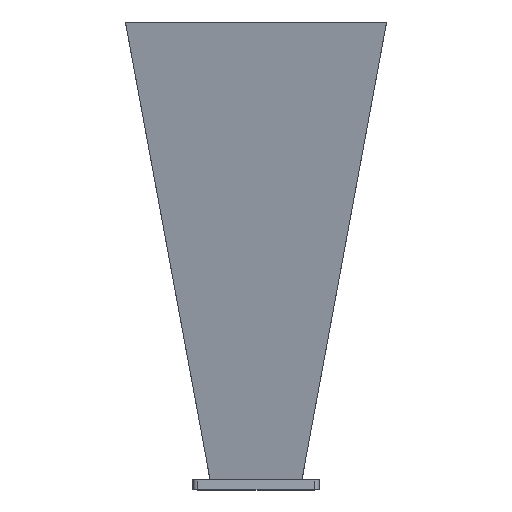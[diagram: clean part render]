
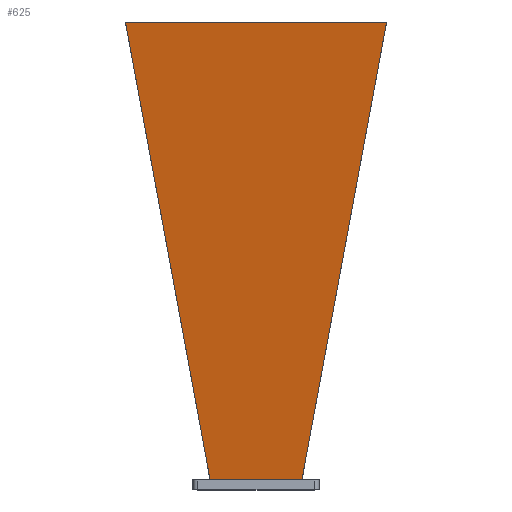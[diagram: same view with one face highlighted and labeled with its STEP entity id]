
A CAD part, top view. The second image highlights one B-rep face of the part: STEP entity #625.
In plain terms, the highlighted planar face has unit normal (0, -0.156, 0.988).
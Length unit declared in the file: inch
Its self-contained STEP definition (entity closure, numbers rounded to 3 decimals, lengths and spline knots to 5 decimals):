
#1 = CARTESIAN_POINT ( 'NONE',  ( -4.72135, 0.5, 1.20308 ) ) ;
#11 = DIRECTION ( 'NONE',  ( -1., 0., 0. ) ) ;
#42 = ORIENTED_EDGE ( 'NONE', *, *, #1176, .T. ) ;
#62 = VECTOR ( 'NONE', #509, 39.37008 ) ;
#75 = ORIENTED_EDGE ( 'NONE', *, *, #331, .T. ) ;
#91 = CARTESIAN_POINT ( 'NONE',  ( -7.24774, 27.2257, 5.41895 ) ) ;
#117 = EDGE_LOOP ( 'NONE', ( #579, #42, #75, #1066 ) ) ;
#255 = LINE ( 'NONE', #1, #1161 ) ;
#301 = LINE ( 'NONE', #379, #1406 ) ;
#314 = VECTOR ( 'NONE', #559, 39.37008 ) ;
#331 = EDGE_CURVE ( 'NONE', #655, #725, #255, .T. ) ;
#347 = CARTESIAN_POINT ( 'NONE',  ( -6.55138, 23.46045, 4.825 ) ) ;
#349 = VERTEX_POINT ( 'NONE', #920 ) ;
#371 = LINE ( 'NONE', #1067, #62 ) ;
#379 = CARTESIAN_POINT ( 'NONE',  ( 28.11329, 23.46045, 4.825 ) ) ;
#485 = EDGE_CURVE ( 'NONE', #349, #665, #301, .T. ) ;
#509 = DIRECTION ( 'NONE',  ( -0.18, -0.972, -0.153 ) ) ;
#559 = DIRECTION ( 'NONE',  ( 0.18, -0.972, -0.153 ) ) ;
#579 = ORIENTED_EDGE ( 'NONE', *, *, #485, .T. ) ;
#594 = FACE_OUTER_BOUND ( 'NONE', #117, .T. ) ;
#625 = ADVANCED_FACE ( 'NONE', ( #594 ), #795, .F. ) ;
#655 = VERTEX_POINT ( 'NONE', #1033 ) ;
#665 = VERTEX_POINT ( 'NONE', #347 ) ;
#684 = DIRECTION ( 'NONE',  ( 0., 0.156, -0.988 ) ) ;
#725 = VERTEX_POINT ( 'NONE', #1040 ) ;
#795 = PLANE ( 'NONE',  #1204 ) ;
#804 = CARTESIAN_POINT ( 'NONE',  ( 28.11329, 23.46045, 4.825 ) ) ;
#815 = DIRECTION ( 'NONE',  ( 1., 0., 0. ) ) ;
#905 = DIRECTION ( 'NONE',  ( 0., 0.988, 0.156 ) ) ;
#920 = CARTESIAN_POINT ( 'NONE',  ( 6.55138, 23.46045, 4.825 ) ) ;
#944 = EDGE_CURVE ( 'NONE', #349, #725, #371, .T. ) ;
#1033 = CARTESIAN_POINT ( 'NONE',  ( -2.305, 0.5, 1.20308 ) ) ;
#1040 = CARTESIAN_POINT ( 'NONE',  ( 2.305, 0.5, 1.20308 ) ) ;
#1066 = ORIENTED_EDGE ( 'NONE', *, *, #944, .F. ) ;
#1067 = CARTESIAN_POINT ( 'NONE',  ( 7.24774, 27.2257, 5.41895 ) ) ;
#1161 = VECTOR ( 'NONE', #815, 39.37008 ) ;
#1176 = EDGE_CURVE ( 'NONE', #665, #655, #1368, .T. ) ;
#1204 = AXIS2_PLACEMENT_3D ( 'NONE', #804, #684, #905 ) ;
#1368 = LINE ( 'NONE', #91, #314 ) ;
#1406 = VECTOR ( 'NONE', #11, 39.37008 ) ;
